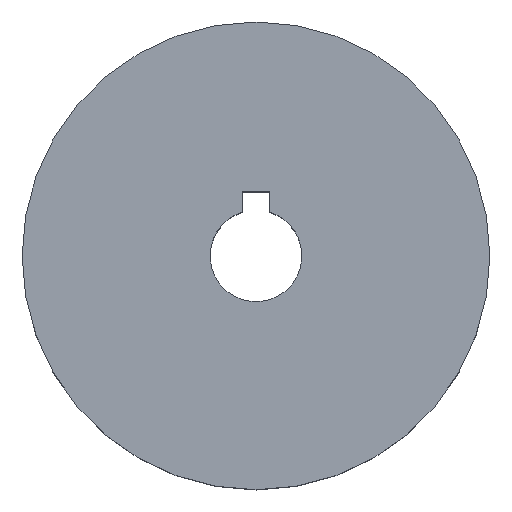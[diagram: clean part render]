
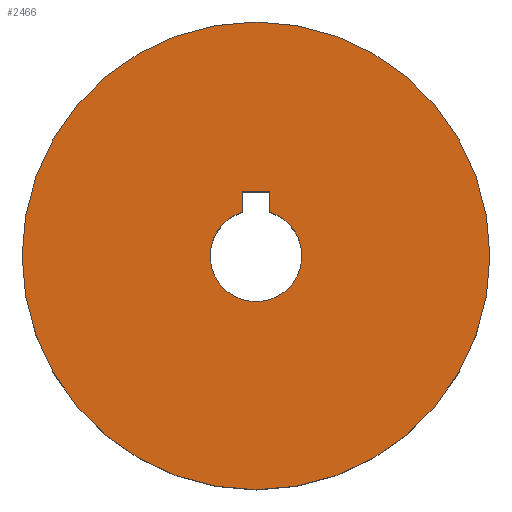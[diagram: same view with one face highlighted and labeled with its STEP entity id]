
A CAD part, top view. The second image highlights one B-rep face of the part: STEP entity #2466.
In plain terms, the highlighted planar face has unit normal (0, 0, 1).
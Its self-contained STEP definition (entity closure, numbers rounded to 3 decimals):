
#15=CIRCLE('',#2608,25.5);
#16=CIRCLE('',#2609,5.);
#143=LINE('',#3713,#393);
#147=LINE('',#3721,#397);
#150=LINE('',#3727,#400);
#393=VECTOR('',#2870,10.);
#397=VECTOR('',#2876,10.);
#400=VECTOR('',#2881,10.);
#646=PLANE('',#2607);
#712=FACE_BOUND('',#861,.T.);
#726=FACE_OUTER_BOUND('',#860,.T.);
#860=EDGE_LOOP('',(#1651));
#861=EDGE_LOOP('',(#1652,#1653,#1654,#1655));
#1003=VERTEX_POINT('',#3711);
#1004=VERTEX_POINT('',#3712);
#1007=VERTEX_POINT('',#3720);
#1009=VERTEX_POINT('',#3726);
#1011=VERTEX_POINT('',#3732);
#1259=EDGE_CURVE('',#1003,#1004,#143,.T.);
#1263=EDGE_CURVE('',#1004,#1007,#147,.T.);
#1266=EDGE_CURVE('',#1009,#1003,#150,.T.);
#1269=EDGE_CURVE('',#1011,#1011,#15,.T.);
#1270=EDGE_CURVE('',#1007,#1009,#16,.T.);
#1651=ORIENTED_EDGE('',*,*,#1269,.F.);
#1652=ORIENTED_EDGE('',*,*,#1266,.T.);
#1653=ORIENTED_EDGE('',*,*,#1259,.T.);
#1654=ORIENTED_EDGE('',*,*,#1263,.T.);
#1655=ORIENTED_EDGE('',*,*,#1270,.T.);
#2466=ADVANCED_FACE('',(#726,#712),#646,.F.);
#2607=AXIS2_PLACEMENT_3D('',#3731,#2884,#2885);
#2608=AXIS2_PLACEMENT_3D('',#3733,#2886,#2887);
#2609=AXIS2_PLACEMENT_3D('',#3734,#2888,#2889);
#2870=DIRECTION('',(1.,0.,0.));
#2876=DIRECTION('',(0.,-1.,0.));
#2881=DIRECTION('',(0.,1.,0.));
#2884=DIRECTION('center_axis',(0.,0.,-1.));
#2885=DIRECTION('ref_axis',(-1.,0.,0.));
#2886=DIRECTION('center_axis',(0.,0.,-1.));
#2887=DIRECTION('ref_axis',(-1.,0.,0.));
#2888=DIRECTION('center_axis',(0.,0.,-1.));
#2889=DIRECTION('ref_axis',(1.,0.,0.));
#3711=CARTESIAN_POINT('',(-1.5,7.,21.));
#3712=CARTESIAN_POINT('',(1.5,7.,21.));
#3713=CARTESIAN_POINT('',(-0.75,7.,21.));
#3720=CARTESIAN_POINT('',(1.5,4.77,21.));
#3721=CARTESIAN_POINT('',(1.5,3.5,21.));
#3726=CARTESIAN_POINT('',(-1.5,4.77,21.));
#3727=CARTESIAN_POINT('',(-1.5,2.385,21.));
#3731=CARTESIAN_POINT('Origin',(0.,0.,21.));
#3732=CARTESIAN_POINT('',(25.5,0.,21.));
#3733=CARTESIAN_POINT('Origin',(0.,0.,21.));
#3734=CARTESIAN_POINT('Origin',(0.,0.,21.));
